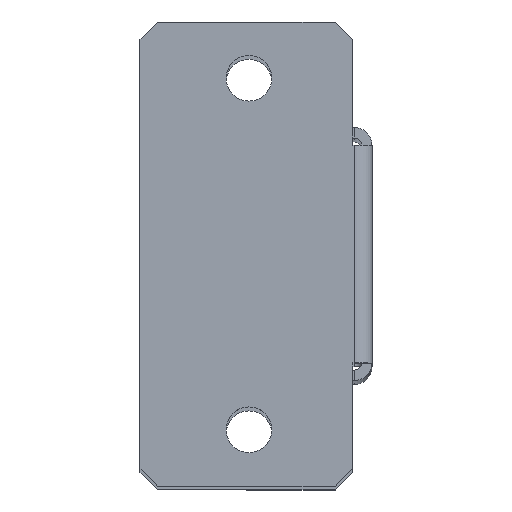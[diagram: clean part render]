
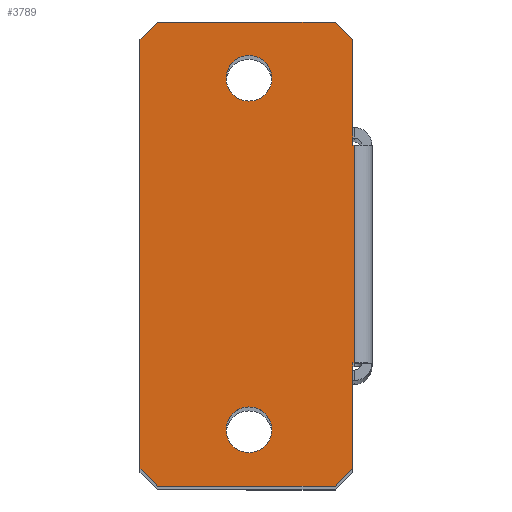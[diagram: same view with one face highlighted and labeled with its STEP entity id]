
A CAD part, top view. The second image highlights one B-rep face of the part: STEP entity #3789.
In plain terms, the highlighted planar face has unit normal (0, 0, 1).
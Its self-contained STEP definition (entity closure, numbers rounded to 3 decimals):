
#12 = VECTOR ( 'NONE', #2160, 1000. ) ;
#243 = EDGE_CURVE ( 'NONE', #5485, #3543, #2112, .T. ) ;
#252 = CARTESIAN_POINT ( 'NONE',  ( 30.25, -2.5, 321.5 ) ) ;
#300 = DIRECTION ( 'NONE',  ( 0., 0., 1. ) ) ;
#382 = CARTESIAN_POINT ( 'NONE',  ( 27.75, 15., 321.5 ) ) ;
#458 = CARTESIAN_POINT ( 'NONE',  ( 18.75, 7., 321.5 ) ) ;
#484 = ORIENTED_EDGE ( 'NONE', *, *, #671, .T. ) ;
#667 = CARTESIAN_POINT ( 'NONE',  ( 30.25, -48.5, 321.5 ) ) ;
#671 = EDGE_CURVE ( 'NONE', #1030, #7003, #3140, .T. ) ;
#702 = VECTOR ( 'NONE', #2301, 1000. ) ;
#783 = VECTOR ( 'NONE', #3456, 1000. ) ;
#881 = VECTOR ( 'NONE', #6022, 1000. ) ;
#925 = DIRECTION ( 'NONE',  ( -1., 0., 0. ) ) ;
#1002 = FACE_BOUND ( 'NONE', #6301, .T. ) ;
#1030 = VERTEX_POINT ( 'NONE', #6154 ) ;
#1095 = LINE ( 'NONE', #3378, #5983 ) ;
#1117 = AXIS2_PLACEMENT_3D ( 'NONE', #5089, #6198, #5125 ) ;
#1223 = LINE ( 'NONE', #1804, #702 ) ;
#1337 = VERTEX_POINT ( 'NONE', #5173 ) ;
#1382 = CARTESIAN_POINT ( 'NONE',  ( 12.25, 7., 321.5 ) ) ;
#1422 = ORIENTED_EDGE ( 'NONE', *, *, #4568, .T. ) ;
#1443 = ORIENTED_EDGE ( 'NONE', *, *, #4672, .T. ) ;
#1467 = FACE_BOUND ( 'NONE', #1632, .T. ) ;
#1499 = CARTESIAN_POINT ( 'NONE',  ( 2.5, 15., 321.5 ) ) ;
#1540 = VERTEX_POINT ( 'NONE', #252 ) ;
#1584 = PLANE ( 'NONE',  #1117 ) ;
#1632 = EDGE_LOOP ( 'NONE', ( #3626, #2882 ) ) ;
#1656 = EDGE_CURVE ( 'NONE', #2381, #4007, #6114, .T. ) ;
#1746 = CARTESIAN_POINT ( 'NONE',  ( 27.75, 15., 321.5 ) ) ;
#1780 = CARTESIAN_POINT ( 'NONE',  ( 12.25, -43., 321.5 ) ) ;
#1804 = CARTESIAN_POINT ( 'NONE',  ( 0., 15., 321.5 ) ) ;
#1927 = VERTEX_POINT ( 'NONE', #4237 ) ;
#2064 = ORIENTED_EDGE ( 'NONE', *, *, #4585, .F. ) ;
#2112 = CIRCLE ( 'NONE', #2984, 3.25 ) ;
#2160 = DIRECTION ( 'NONE',  ( 0.707, -0.707, 0. ) ) ;
#2195 = CARTESIAN_POINT ( 'NONE',  ( 15.5, 7., 321.5 ) ) ;
#2258 = CARTESIAN_POINT ( 'NONE',  ( 30.25, 15., 321.5 ) ) ;
#2301 = DIRECTION ( 'NONE',  ( 1., 0., 0. ) ) ;
#2320 = LINE ( 'NONE', #4632, #2731 ) ;
#2336 = ORIENTED_EDGE ( 'NONE', *, *, #1656, .T. ) ;
#2381 = VERTEX_POINT ( 'NONE', #667 ) ;
#2408 = CARTESIAN_POINT ( 'NONE',  ( 0., 0., 321.5 ) ) ;
#2478 = LINE ( 'NONE', #2408, #881 ) ;
#2488 = CARTESIAN_POINT ( 'NONE',  ( 30.5, -2.5, 321.5 ) ) ;
#2512 = EDGE_CURVE ( 'NONE', #6947, #7568, #5708, .T. ) ;
#2540 = DIRECTION ( 'NONE',  ( -0.707, -0.707, 0. ) ) ;
#2577 = DIRECTION ( 'NONE',  ( -1., 0., 0. ) ) ;
#2595 = VECTOR ( 'NONE', #3281, 1000. ) ;
#2634 = CARTESIAN_POINT ( 'NONE',  ( 15.5, -43., 321.5 ) ) ;
#2657 = ORIENTED_EDGE ( 'NONE', *, *, #6707, .T. ) ;
#2669 = VERTEX_POINT ( 'NONE', #2488 ) ;
#2731 = VECTOR ( 'NONE', #4022, 1000. ) ;
#2734 = FACE_OUTER_BOUND ( 'NONE', #7326, .T. ) ;
#2814 = CARTESIAN_POINT ( 'NONE',  ( 0., 12.5, 321.5 ) ) ;
#2815 = ORIENTED_EDGE ( 'NONE', *, *, #2981, .F. ) ;
#2848 = LINE ( 'NONE', #6270, #12 ) ;
#2882 = ORIENTED_EDGE ( 'NONE', *, *, #6513, .F. ) ;
#2981 = EDGE_CURVE ( 'NONE', #1030, #1540, #7532, .T. ) ;
#2984 = AXIS2_PLACEMENT_3D ( 'NONE', #3398, #300, #6230 ) ;
#3140 = LINE ( 'NONE', #382, #2595 ) ;
#3148 = AXIS2_PLACEMENT_3D ( 'NONE', #5723, #6876, #7381 ) ;
#3164 = CARTESIAN_POINT ( 'NONE',  ( 27.75, -51., 321.5 ) ) ;
#3225 = EDGE_CURVE ( 'NONE', #3543, #5485, #3993, .T. ) ;
#3281 = DIRECTION ( 'NONE',  ( -0.707, 0.707, 0. ) ) ;
#3319 = VERTEX_POINT ( 'NONE', #2814 ) ;
#3337 = VECTOR ( 'NONE', #2577, 1000. ) ;
#3378 = CARTESIAN_POINT ( 'NONE',  ( 30.5, -33.5, 321.5 ) ) ;
#3398 = CARTESIAN_POINT ( 'NONE',  ( 15.5, -43., 321.5 ) ) ;
#3456 = DIRECTION ( 'NONE',  ( 0., -1., 0. ) ) ;
#3511 = AXIS2_PLACEMENT_3D ( 'NONE', #2634, #7331, #925 ) ;
#3543 = VERTEX_POINT ( 'NONE', #3911 ) ;
#3626 = ORIENTED_EDGE ( 'NONE', *, *, #2512, .F. ) ;
#3725 = VECTOR ( 'NONE', #7280, 1000. ) ;
#3731 = LINE ( 'NONE', #4902, #7168 ) ;
#3766 = AXIS2_PLACEMENT_3D ( 'NONE', #2195, #4544, #5771 ) ;
#3789 = ADVANCED_FACE ( 'NONE', ( #1467, #1002, #2734 ), #1584, .F. ) ;
#3800 = DIRECTION ( 'NONE',  ( 1., 0., 0. ) ) ;
#3836 = ORIENTED_EDGE ( 'NONE', *, *, #243, .F. ) ;
#3911 = CARTESIAN_POINT ( 'NONE',  ( 18.75, -43., 321.5 ) ) ;
#3993 = CIRCLE ( 'NONE', #3511, 3.25 ) ;
#4007 = VERTEX_POINT ( 'NONE', #4059 ) ;
#4022 = DIRECTION ( 'NONE',  ( -1., 0., 0. ) ) ;
#4023 = VERTEX_POINT ( 'NONE', #7516 ) ;
#4059 = CARTESIAN_POINT ( 'NONE',  ( 30.25, -33.5, 321.5 ) ) ;
#4116 = ORIENTED_EDGE ( 'NONE', *, *, #6793, .T. ) ;
#4237 = CARTESIAN_POINT ( 'NONE',  ( 27.75, -51., 321.5 ) ) ;
#4353 = EDGE_CURVE ( 'NONE', #6467, #6706, #2848, .T. ) ;
#4544 = DIRECTION ( 'NONE',  ( 0., 0., 1. ) ) ;
#4568 = EDGE_CURVE ( 'NONE', #1927, #2381, #5465, .T. ) ;
#4573 = CARTESIAN_POINT ( 'NONE',  ( 0., -48.5, 321.5 ) ) ;
#4585 = EDGE_CURVE ( 'NONE', #1927, #6706, #6117, .T. ) ;
#4632 = CARTESIAN_POINT ( 'NONE',  ( 0., -2.5, 321.5 ) ) ;
#4672 = EDGE_CURVE ( 'NONE', #4023, #3319, #6768, .T. ) ;
#4788 = VECTOR ( 'NONE', #4885, 1000. ) ;
#4850 = CARTESIAN_POINT ( 'NONE',  ( 30.25, -51., 321.5 ) ) ;
#4885 = DIRECTION ( 'NONE',  ( 0., 1., 0. ) ) ;
#4902 = CARTESIAN_POINT ( 'NONE',  ( 0., -33.5, 321.5 ) ) ;
#5036 = ORIENTED_EDGE ( 'NONE', *, *, #5907, .F. ) ;
#5089 = CARTESIAN_POINT ( 'NONE',  ( 0., 0., 321.5 ) ) ;
#5125 = DIRECTION ( 'NONE',  ( -1., 0., 0. ) ) ;
#5173 = CARTESIAN_POINT ( 'NONE',  ( 30.5, -33.5, 321.5 ) ) ;
#5465 = LINE ( 'NONE', #3164, #3725 ) ;
#5485 = VERTEX_POINT ( 'NONE', #1780 ) ;
#5708 = CIRCLE ( 'NONE', #3766, 3.25 ) ;
#5723 = CARTESIAN_POINT ( 'NONE',  ( 15.5, 7., 321.5 ) ) ;
#5771 = DIRECTION ( 'NONE',  ( 1., 0., 0. ) ) ;
#5848 = CIRCLE ( 'NONE', #3148, 3.25 ) ;
#5907 = EDGE_CURVE ( 'NONE', #4023, #7003, #1223, .T. ) ;
#5983 = VECTOR ( 'NONE', #6209, 1000. ) ;
#5991 = ORIENTED_EDGE ( 'NONE', *, *, #4353, .T. ) ;
#6022 = DIRECTION ( 'NONE',  ( 0., -1., 0. ) ) ;
#6114 = LINE ( 'NONE', #4850, #4788 ) ;
#6117 = LINE ( 'NONE', #6701, #3337 ) ;
#6123 = EDGE_CURVE ( 'NONE', #2669, #1337, #1095, .T. ) ;
#6154 = CARTESIAN_POINT ( 'NONE',  ( 30.25, 12.5, 321.5 ) ) ;
#6198 = DIRECTION ( 'NONE',  ( 0., 0., -1. ) ) ;
#6209 = DIRECTION ( 'NONE',  ( 0., -1., 0. ) ) ;
#6230 = DIRECTION ( 'NONE',  ( -1., 0., 0. ) ) ;
#6270 = CARTESIAN_POINT ( 'NONE',  ( 2.5, -51., 321.5 ) ) ;
#6301 = EDGE_LOOP ( 'NONE', ( #7356, #3836 ) ) ;
#6380 = CARTESIAN_POINT ( 'NONE',  ( 2.5, -51., 321.5 ) ) ;
#6467 = VERTEX_POINT ( 'NONE', #4573 ) ;
#6513 = EDGE_CURVE ( 'NONE', #7568, #6947, #5848, .T. ) ;
#6547 = VECTOR ( 'NONE', #2540, 1000. ) ;
#6701 = CARTESIAN_POINT ( 'NONE',  ( 0., -51., 321.5 ) ) ;
#6706 = VERTEX_POINT ( 'NONE', #6380 ) ;
#6707 = EDGE_CURVE ( 'NONE', #3319, #6467, #2478, .T. ) ;
#6768 = LINE ( 'NONE', #1499, #6547 ) ;
#6793 = EDGE_CURVE ( 'NONE', #4007, #1337, #3731, .T. ) ;
#6872 = EDGE_CURVE ( 'NONE', #2669, #1540, #2320, .T. ) ;
#6876 = DIRECTION ( 'NONE',  ( 0., 0., 1. ) ) ;
#6947 = VERTEX_POINT ( 'NONE', #458 ) ;
#7003 = VERTEX_POINT ( 'NONE', #1746 ) ;
#7168 = VECTOR ( 'NONE', #3800, 1000. ) ;
#7227 = ORIENTED_EDGE ( 'NONE', *, *, #6123, .F. ) ;
#7265 = ORIENTED_EDGE ( 'NONE', *, *, #6872, .T. ) ;
#7280 = DIRECTION ( 'NONE',  ( 0.707, 0.707, 0. ) ) ;
#7326 = EDGE_LOOP ( 'NONE', ( #2815, #484, #5036, #1443, #2657, #5991, #2064, #1422, #2336, #4116, #7227, #7265 ) ) ;
#7331 = DIRECTION ( 'NONE',  ( 0., 0., 1. ) ) ;
#7356 = ORIENTED_EDGE ( 'NONE', *, *, #3225, .F. ) ;
#7381 = DIRECTION ( 'NONE',  ( 1., 0., 0. ) ) ;
#7516 = CARTESIAN_POINT ( 'NONE',  ( 2.5, 15., 321.5 ) ) ;
#7532 = LINE ( 'NONE', #2258, #783 ) ;
#7568 = VERTEX_POINT ( 'NONE', #1382 ) ;
